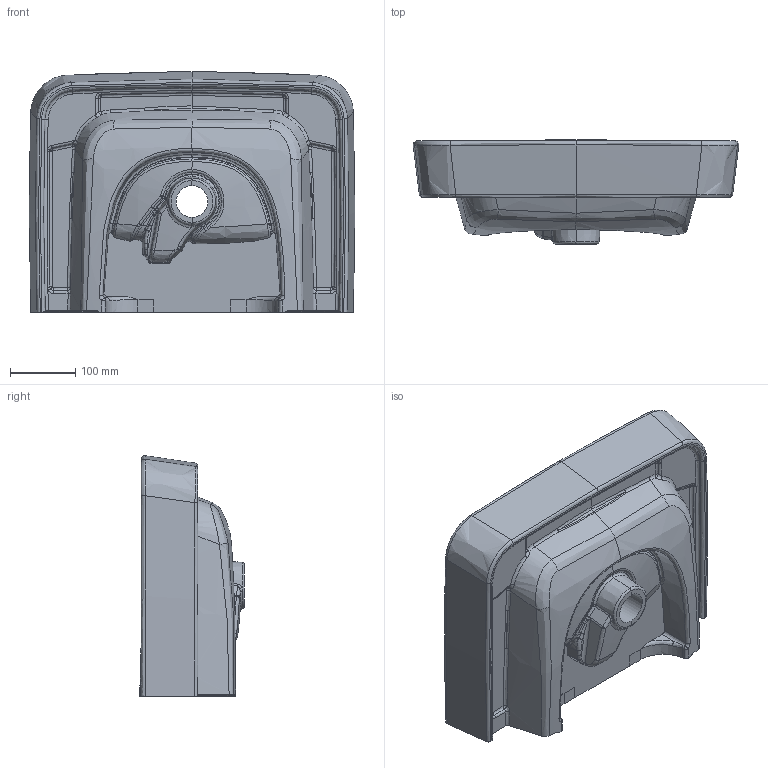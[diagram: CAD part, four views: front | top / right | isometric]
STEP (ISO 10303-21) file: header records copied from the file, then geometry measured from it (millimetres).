
FILE_DESCRIPTION(/* description */ (''),/* implementation_level */ '2;1');
FILE_NAME(/* name */ '434450.stp',/* time_stamp */ '2020-03-25T15:00:44+01:00',/* author */ (''),/* organization */ (''),/* preprocessor_version */ 'ST-DEVELOPER v16.7',/* originating_system */ 'SIEMENS PLM Software NX 1863',/* authorisation */ '');
FILE_SCHEMA (('AUTOMOTIVE_DESIGN { 1 0 10303 214 3 1 1 1 }'));
Length unit declared in the file: millimetre
Products named in the file (1): Sier1B746D55qmva
Bounding box: 499.95 x 160.51 x 369.43 mm (x, y, z)
Volume: 10795265.6 mm3; surface area: 643518.5 mm2
Topology: 1 solids, 1 shells, 351 faces, 857 edges, 492 vertices
Faces by surface type: bspline 310, sphere 18, plane 15, cone 5, cylinder 3
Full cylindrical faces by diameter (mm): 48.673 x1
Entity records: 31155 total; most frequent: CARTESIAN_POINT 25381, ORIENTED_EDGE 1676, EDGE_CURVE 838, B_SPLINE_CURVE_WITH_KNOTS 613, VERTEX_POINT 491, DIRECTION 482, EDGE_LOOP 355, ADVANCED_FACE 351
